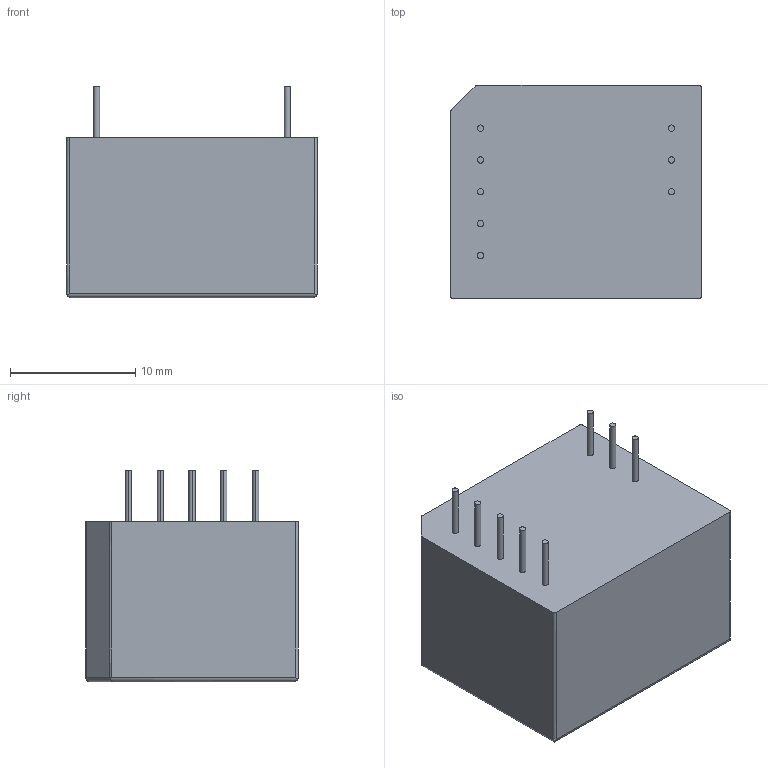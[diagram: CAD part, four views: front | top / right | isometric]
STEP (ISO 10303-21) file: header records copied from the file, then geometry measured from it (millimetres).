
FILE_DESCRIPTION((''),'2;1');
FILE_NAME('TDH_1D485H','2017-04-21T',('eng706'),(''),'PRO/ENGINEER BY PARAMETRIC TECHNOLOGY CORPORATION, 2014000','PRO/ENGINEER BY PARAMETRIC TECHNOLOGY CORPORATION, 2014000','');
FILE_SCHEMA(('AUTOMOTIVE_DESIGN { 1 0 10303 214 1 1 1 1 }'));
Length unit declared in the file: millimetre
Products named in the file (1): TDH_1D485H
Bounding box: 20 x 17 x 16.9 mm (x, y, z)
Volume: 4330.3 mm3; surface area: 1644.3 mm2
Topology: 1 solids, 1 shells, 41 faces, 93 edges, 62 vertices
Faces by surface type: cylinder 21, plane 15, extrusion 5
Entity records: 1383 total; most frequent: CARTESIAN_POINT 329, ORIENTED_EDGE 186, DIRECTION 182, EDGE_CURVE 93, COLOUR_RGB 72, AXIS2_PLACEMENT_3D 68, VERTEX_POINT 62, EDGE_LOOP 49
